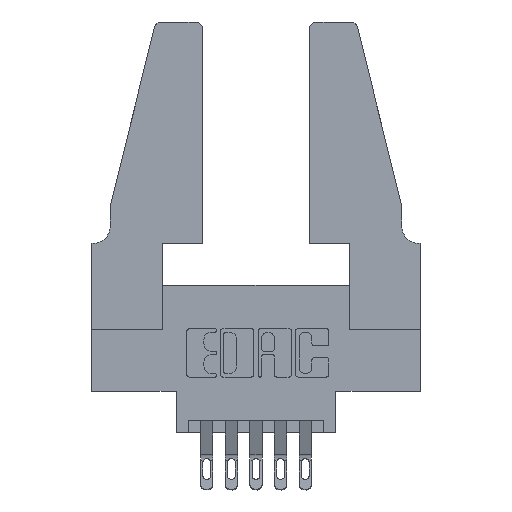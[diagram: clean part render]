
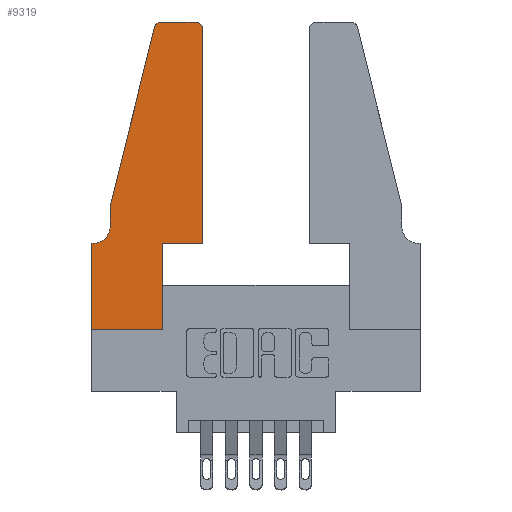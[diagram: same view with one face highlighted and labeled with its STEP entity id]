
A CAD part, top view. The second image highlights one B-rep face of the part: STEP entity #9319.
In plain terms, the highlighted planar face has unit normal (0, 0, 1).
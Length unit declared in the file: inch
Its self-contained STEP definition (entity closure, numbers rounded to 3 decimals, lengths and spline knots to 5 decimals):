
#113 = EDGE_CURVE ( 'NONE', #5106, #10611, #4264, .T. ) ;
#214 = CARTESIAN_POINT ( 'NONE',  ( 0., 0., 0.37 ) ) ;
#305 = EDGE_CURVE ( 'NONE', #10611, #2153, #7006, .T. ) ;
#371 = CARTESIAN_POINT ( 'NONE',  ( 0.25487, 1.22718, 0.37 ) ) ;
#489 = DIRECTION ( 'NONE',  ( 0., -1., 0. ) ) ;
#838 = VECTOR ( 'NONE', #4755, 39.37008 ) ;
#890 = CARTESIAN_POINT ( 'NONE',  ( 0.2865, 0., 0.37 ) ) ;
#894 = DIRECTION ( 'NONE',  ( 1., 0., 0. ) ) ;
#1129 = EDGE_CURVE ( 'NONE', #4431, #1710, #8893, .T. ) ;
#1240 = ORIENTED_EDGE ( 'NONE', *, *, #9352, .T. ) ;
#1331 = EDGE_LOOP ( 'NONE', ( #8205, #1240, #10664, #8738, #1836, #11153, #11408, #9792, #3333, #8075, #6021, #8876 ) ) ;
#1642 = VECTOR ( 'NONE', #9316, 39.37008 ) ;
#1649 = LINE ( 'NONE', #8594, #5988 ) ;
#1710 = VERTEX_POINT ( 'NONE', #3433 ) ;
#1836 = ORIENTED_EDGE ( 'NONE', *, *, #4693, .T. ) ;
#2153 = VERTEX_POINT ( 'NONE', #890 ) ;
#2265 = VERTEX_POINT ( 'NONE', #7123 ) ;
#3010 = CARTESIAN_POINT ( 'NONE',  ( 0.0755, 0.5, 0.37 ) ) ;
#3126 = LINE ( 'NONE', #10142, #5293 ) ;
#3184 = CARTESIAN_POINT ( 'NONE',  ( 0.4205, 1.25, 0.37 ) ) ;
#3256 = CARTESIAN_POINT ( 'NONE',  ( 0., 0., 0.37 ) ) ;
#3333 = ORIENTED_EDGE ( 'NONE', *, *, #6373, .T. ) ;
#3349 = CIRCLE ( 'NONE', #8504, 0.03 ) ;
#3409 = LINE ( 'NONE', #6458, #838 ) ;
#3428 = VERTEX_POINT ( 'NONE', #371 ) ;
#3433 = CARTESIAN_POINT ( 'NONE',  ( 0.4505, 0.35, 0.37 ) ) ;
#3449 = EDGE_CURVE ( 'NONE', #3428, #4939, #11415, .T. ) ;
#4094 = DIRECTION ( 'NONE',  ( 1., 0., 0. ) ) ;
#4212 = DIRECTION ( 'NONE',  ( 0., 1., 0. ) ) ;
#4264 = LINE ( 'NONE', #3256, #6863 ) ;
#4431 = VERTEX_POINT ( 'NONE', #4630 ) ;
#4522 = VECTOR ( 'NONE', #5821, 39.37008 ) ;
#4630 = CARTESIAN_POINT ( 'NONE',  ( 0.2865, 0.35, 0.37 ) ) ;
#4693 = EDGE_CURVE ( 'NONE', #6045, #11069, #11015, .T. ) ;
#4702 = DIRECTION ( 'NONE',  ( 0., 0., 1. ) ) ;
#4755 = DIRECTION ( 'NONE',  ( -1., 0., 0. ) ) ;
#4939 = VERTEX_POINT ( 'NONE', #7651 ) ;
#5106 = VERTEX_POINT ( 'NONE', #11432 ) ;
#5293 = VECTOR ( 'NONE', #9359, 39.37008 ) ;
#5512 = DIRECTION ( 'NONE',  ( 0., 0., 1. ) ) ;
#5821 = DIRECTION ( 'NONE',  ( 1., 0., 0. ) ) ;
#5975 = CARTESIAN_POINT ( 'NONE',  ( 0.4505, 0.35, 0.37 ) ) ;
#5988 = VECTOR ( 'NONE', #4212, 39.37008 ) ;
#6021 = ORIENTED_EDGE ( 'NONE', *, *, #10949, .T. ) ;
#6037 = FACE_OUTER_BOUND ( 'NONE', #1331, .T. ) ;
#6045 = VERTEX_POINT ( 'NONE', #8572 ) ;
#6144 = CARTESIAN_POINT ( 'NONE',  ( 0.0055, 0.35, 0.37 ) ) ;
#6253 = DIRECTION ( 'NONE',  ( -1., 0., 0. ) ) ;
#6373 = EDGE_CURVE ( 'NONE', #2153, #4431, #8024, .T. ) ;
#6422 = DIRECTION ( 'NONE',  ( -0.239, -0.971, 0. ) ) ;
#6440 = DIRECTION ( 'NONE',  ( 0., 0., 1. ) ) ;
#6458 = CARTESIAN_POINT ( 'NONE',  ( 0.2605, 1.25, 0.37 ) ) ;
#6483 = CARTESIAN_POINT ( 'NONE',  ( 0.2865, 0.35, 0.37 ) ) ;
#6561 = DIRECTION ( 'NONE',  ( 0., 0., -1. ) ) ;
#6567 = CARTESIAN_POINT ( 'NONE',  ( 0.0055, 0.42, 0.37 ) ) ;
#6664 = AXIS2_PLACEMENT_3D ( 'NONE', #11467, #6440, #894 ) ;
#6700 = CARTESIAN_POINT ( 'NONE',  ( 0.0755, 0.35, 0.37 ) ) ;
#6863 = VECTOR ( 'NONE', #489, 39.37008 ) ;
#6969 = VECTOR ( 'NONE', #6422, 39.37008 ) ;
#7006 = LINE ( 'NONE', #214, #11189 ) ;
#7123 = CARTESIAN_POINT ( 'NONE',  ( 0.284, 1.25, 0.37 ) ) ;
#7158 = EDGE_CURVE ( 'NONE', #4939, #6045, #3126, .T. ) ;
#7310 = AXIS2_PLACEMENT_3D ( 'NONE', #8968, #5512, #11406 ) ;
#7561 = EDGE_CURVE ( 'NONE', #7877, #2265, #3409, .T. ) ;
#7651 = CARTESIAN_POINT ( 'NONE',  ( 0.0755, 0.5, 0.37 ) ) ;
#7877 = VERTEX_POINT ( 'NONE', #3184 ) ;
#7959 = AXIS2_PLACEMENT_3D ( 'NONE', #6567, #6561, #6253 ) ;
#8024 = LINE ( 'NONE', #6483, #9999 ) ;
#8069 = CARTESIAN_POINT ( 'NONE',  ( 0., 0., 0.37 ) ) ;
#8075 = ORIENTED_EDGE ( 'NONE', *, *, #1129, .T. ) ;
#8205 = ORIENTED_EDGE ( 'NONE', *, *, #7561, .T. ) ;
#8261 = DIRECTION ( 'NONE',  ( 0., 1., 0. ) ) ;
#8504 = AXIS2_PLACEMENT_3D ( 'NONE', #9874, #4702, #10680 ) ;
#8572 = CARTESIAN_POINT ( 'NONE',  ( 0.0755, 0.42, 0.37 ) ) ;
#8579 = LINE ( 'NONE', #6700, #1642 ) ;
#8594 = CARTESIAN_POINT ( 'NONE',  ( 0.4505, 0.35, 0.37 ) ) ;
#8706 = CIRCLE ( 'NONE', #6664, 0.03 ) ;
#8738 = ORIENTED_EDGE ( 'NONE', *, *, #7158, .T. ) ;
#8876 = ORIENTED_EDGE ( 'NONE', *, *, #11160, .T. ) ;
#8893 = LINE ( 'NONE', #5975, #4522 ) ;
#8968 = CARTESIAN_POINT ( 'NONE',  ( 0., 0.35, 0.37 ) ) ;
#8989 = CARTESIAN_POINT ( 'NONE',  ( 0.4505, 1.22, 0.37 ) ) ;
#9316 = DIRECTION ( 'NONE',  ( -1., 0., 0. ) ) ;
#9319 = ADVANCED_FACE ( 'NONE', ( #6037 ), #11365, .T. ) ;
#9352 = EDGE_CURVE ( 'NONE', #2265, #3428, #3349, .T. ) ;
#9359 = DIRECTION ( 'NONE',  ( 0., -1., 0. ) ) ;
#9792 = ORIENTED_EDGE ( 'NONE', *, *, #305, .T. ) ;
#9874 = CARTESIAN_POINT ( 'NONE',  ( 0.284, 1.22, 0.37 ) ) ;
#9978 = VERTEX_POINT ( 'NONE', #8989 ) ;
#9999 = VECTOR ( 'NONE', #8261, 39.37008 ) ;
#10142 = CARTESIAN_POINT ( 'NONE',  ( 0.0755, 0.5, 0.37 ) ) ;
#10611 = VERTEX_POINT ( 'NONE', #8069 ) ;
#10664 = ORIENTED_EDGE ( 'NONE', *, *, #3449, .T. ) ;
#10680 = DIRECTION ( 'NONE',  ( 1., 0., 0. ) ) ;
#10949 = EDGE_CURVE ( 'NONE', #1710, #9978, #1649, .T. ) ;
#11015 = CIRCLE ( 'NONE', #7959, 0.07 ) ;
#11069 = VERTEX_POINT ( 'NONE', #6144 ) ;
#11153 = ORIENTED_EDGE ( 'NONE', *, *, #11370, .T. ) ;
#11160 = EDGE_CURVE ( 'NONE', #9978, #7877, #8706, .T. ) ;
#11189 = VECTOR ( 'NONE', #4094, 39.37008 ) ;
#11365 = PLANE ( 'NONE',  #7310 ) ;
#11370 = EDGE_CURVE ( 'NONE', #11069, #5106, #8579, .T. ) ;
#11406 = DIRECTION ( 'NONE',  ( 1., 0., 0. ) ) ;
#11408 = ORIENTED_EDGE ( 'NONE', *, *, #113, .T. ) ;
#11415 = LINE ( 'NONE', #3010, #6969 ) ;
#11432 = CARTESIAN_POINT ( 'NONE',  ( 0., 0.35, 0.37 ) ) ;
#11467 = CARTESIAN_POINT ( 'NONE',  ( 0.4205, 1.22, 0.37 ) ) ;
